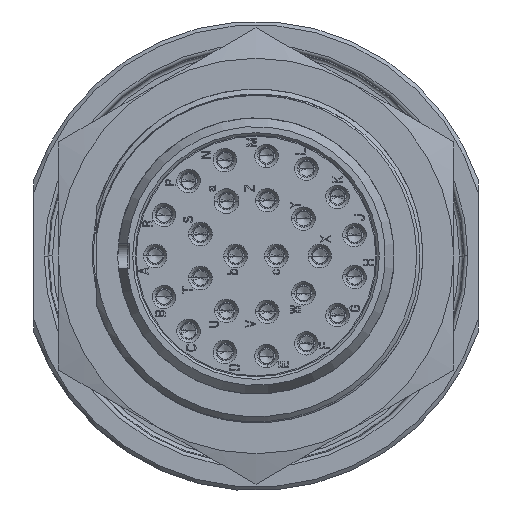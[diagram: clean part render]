
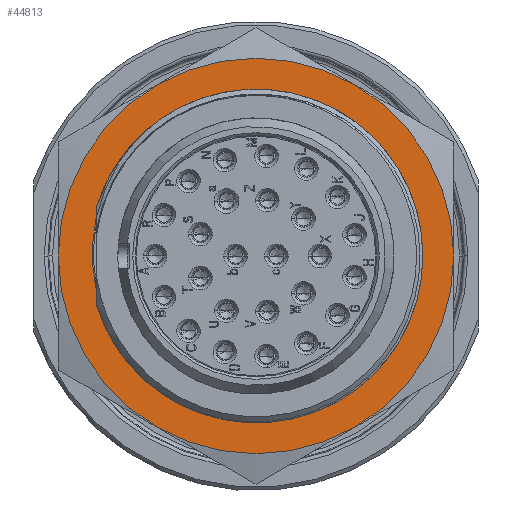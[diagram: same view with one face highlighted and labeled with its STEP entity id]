
A CAD part, left-side view. The second image highlights one B-rep face of the part: STEP entity #44813.
In plain terms, the highlighted planar face has unit normal (-1, 0, 0).
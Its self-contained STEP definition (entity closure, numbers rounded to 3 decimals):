
#527=CARTESIAN_POINT('',(14.5,-9.211,-9.87));
#528=CARTESIAN_POINT('',(14.5,-8.942,-10.111));
#529=CARTESIAN_POINT('',(14.5,-8.388,-10.568));
#530=CARTESIAN_POINT('',(14.5,-7.506,-11.185));
#531=CARTESIAN_POINT('',(14.5,-6.577,-11.73));
#532=CARTESIAN_POINT('',(14.5,-5.609,-12.198));
#533=CARTESIAN_POINT('',(14.5,-4.61,-12.586));
#534=CARTESIAN_POINT('',(14.5,-3.581,-12.894));
#535=CARTESIAN_POINT('',(14.5,-2.536,-13.117));
#536=CARTESIAN_POINT('',(14.5,-1.475,-13.256));
#537=CARTESIAN_POINT('',(14.5,-0.408,-13.309));
#538=CARTESIAN_POINT('',(14.5,0.657,-13.277));
#539=CARTESIAN_POINT('',(14.5,1.718,-13.16));
#540=CARTESIAN_POINT('',(14.5,2.761,-12.959));
#541=CARTESIAN_POINT('',(14.5,3.786,-12.674));
#542=CARTESIAN_POINT('',(14.5,4.782,-12.309));
#543=CARTESIAN_POINT('',(14.5,5.744,-11.866));
#544=CARTESIAN_POINT('',(14.5,6.668,-11.347));
#545=CARTESIAN_POINT('',(14.5,7.544,-10.757));
#546=CARTESIAN_POINT('',(14.5,8.095,-10.318));
#547=CARTESIAN_POINT('',(14.5,8.362,-10.087));
#2213=CARTESIAN_POINT('',(14.5,0.,0.));
#2214=DIRECTION('',(1.,0.,0.));
#2215=DIRECTION('',(0.,-0.682,0.731));
#2216=AXIS2_PLACEMENT_3D('',#2213,#2214,#2215);
#2295=CARTESIAN_POINT('',(14.5,0.,0.));
#2296=DIRECTION('',(1.,0.,0.));
#2297=DIRECTION('',(0.,-0.5,0.866));
#2298=AXIS2_PLACEMENT_3D('',#2295,#2296,#2297);
#2300=CARTESIAN_POINT('',(14.5,0.,0.));
#2301=DIRECTION('',(1.,0.,0.));
#2302=DIRECTION('',(0.,-1.,0.));
#2303=AXIS2_PLACEMENT_3D('',#2300,#2301,#2302);
#2305=CARTESIAN_POINT('',(14.5,0.,0.));
#2306=DIRECTION('',(1.,0.,0.));
#2307=DIRECTION('',(0.,0.5,-0.866));
#2308=AXIS2_PLACEMENT_3D('',#2305,#2306,#2307);
#2310=CARTESIAN_POINT('',(14.5,0.,0.));
#2311=DIRECTION('',(1.,0.,0.));
#2312=DIRECTION('',(0.,1.,0.));
#2313=AXIS2_PLACEMENT_3D('',#2310,#2311,#2312);
#2315=CARTESIAN_POINT('',(14.5,0.,13.5));
#2316=CARTESIAN_POINT('',(14.5,-0.355,13.496));
#2317=CARTESIAN_POINT('',(14.5,-1.062,13.459));
#2318=CARTESIAN_POINT('',(14.5,-2.115,13.322));
#2319=CARTESIAN_POINT('',(14.5,-3.154,13.101));
#2320=CARTESIAN_POINT('',(14.5,-4.17,12.801));
#2321=CARTESIAN_POINT('',(14.5,-5.16,12.421));
#2322=CARTESIAN_POINT('',(14.5,-5.797,12.117));
#2323=CARTESIAN_POINT('',(14.5,-6.109,11.952));
#2325=CARTESIAN_POINT('',(14.5,8.362,-10.087));
#2326=CARTESIAN_POINT('',(14.5,8.641,-9.861));
#2327=CARTESIAN_POINT('',(14.5,9.179,-9.389));
#2328=CARTESIAN_POINT('',(14.5,9.926,-8.615));
#2329=CARTESIAN_POINT('',(14.5,10.609,-7.782));
#2330=CARTESIAN_POINT('',(14.5,11.221,-6.895));
#2331=CARTESIAN_POINT('',(14.5,11.759,-5.961));
#2332=CARTESIAN_POINT('',(14.5,12.219,-4.984));
#2333=CARTESIAN_POINT('',(14.5,12.598,-3.973));
#2334=CARTESIAN_POINT('',(14.5,12.894,-2.933));
#2335=CARTESIAN_POINT('',(14.5,13.104,-1.872));
#2336=CARTESIAN_POINT('',(14.5,13.226,-0.796));
#2337=CARTESIAN_POINT('',(14.5,13.26,0.287));
#2338=CARTESIAN_POINT('',(14.5,13.206,1.369));
#2339=CARTESIAN_POINT('',(14.5,13.063,2.445));
#2340=CARTESIAN_POINT('',(14.5,12.833,3.506));
#2341=CARTESIAN_POINT('',(14.5,12.517,4.545));
#2342=CARTESIAN_POINT('',(14.5,12.116,5.557));
#2343=CARTESIAN_POINT('',(14.5,11.635,6.532));
#2344=CARTESIAN_POINT('',(14.5,11.074,7.466));
#2345=CARTESIAN_POINT('',(14.5,10.44,8.352));
#2346=CARTESIAN_POINT('',(14.5,9.734,9.184));
#2347=CARTESIAN_POINT('',(14.5,8.962,9.956));
#2348=CARTESIAN_POINT('',(14.5,8.13,10.663));
#2349=CARTESIAN_POINT('',(14.5,7.242,11.301));
#2350=CARTESIAN_POINT('',(14.5,6.305,11.864));
#2351=CARTESIAN_POINT('',(14.5,5.324,12.35));
#2352=CARTESIAN_POINT('',(14.5,4.306,12.755));
#2353=CARTESIAN_POINT('',(14.5,3.258,13.076));
#2354=CARTESIAN_POINT('',(14.5,2.185,13.31));
#2355=CARTESIAN_POINT('',(14.5,1.097,13.457));
#2356=CARTESIAN_POINT('',(14.5,0.367,13.496));
#2357=CARTESIAN_POINT('',(14.5,0.,13.5));
#2359=CARTESIAN_POINT('',(14.5,0.,0.));
#2360=DIRECTION('',(-1.,0.,0.));
#2361=DIRECTION('',(0.,-0.5,0.866));
#2362=AXIS2_PLACEMENT_3D('',#2359,#2360,#2361);
#15899=CARTESIAN_POINT('',(14.5,0.,0.));
#15900=DIRECTION('',(-1.,0.,0.));
#15901=DIRECTION('',(0.,0.5,-0.866));
#15902=AXIS2_PLACEMENT_3D('',#15899,#15900,#15901);
#15935=CARTESIAN_POINT('',(14.5,-6.109,11.952));
#15936=CARTESIAN_POINT('',(14.5,-6.39,11.816));
#15937=CARTESIAN_POINT('',(14.5,-6.941,11.525));
#15938=CARTESIAN_POINT('',(14.5,-7.737,11.029));
#15939=CARTESIAN_POINT('',(14.5,-8.496,10.481));
#15940=CARTESIAN_POINT('',(14.5,-8.977,10.079));
#15941=CARTESIAN_POINT('',(14.5,-9.211,9.87));
#35171=CARTESIAN_POINT('',(14.5,-8.,13.856));
#35172=CARTESIAN_POINT('',(14.5,-16.,0.));
#35173=VERTEX_POINT('',#35171);
#35174=VERTEX_POINT('',#35172);
#35175=CARTESIAN_POINT('',(14.5,-8.,-13.856));
#35176=VERTEX_POINT('',#35175);
#35177=CARTESIAN_POINT('',(14.5,8.,-13.856));
#35178=CARTESIAN_POINT('',(14.5,16.,0.));
#35179=VERTEX_POINT('',#35177);
#35180=VERTEX_POINT('',#35178);
#35181=CARTESIAN_POINT('',(14.5,8.,13.856));
#35182=VERTEX_POINT('',#35181);
#35195=CARTESIAN_POINT('',(14.5,-9.211,9.87));
#35196=CARTESIAN_POINT('',(14.5,-9.211,-9.87));
#35197=VERTEX_POINT('',#35195);
#35198=VERTEX_POINT('',#35196);
#35204=VERTEX_POINT('',#15935);
#35206=VERTEX_POINT('',#547);
#35207=VERTEX_POINT('',#2357);
#44784=CARTESIAN_POINT('',(14.5,0.,0.));
#44785=DIRECTION('',(1.,0.,0.));
#44786=DIRECTION('',(0.,0.,-1.));
#44787=AXIS2_PLACEMENT_3D('',#44784,#44785,#44786);
#44788=PLANE('343',#44787);
#44790=ORIENTED_EDGE('3342',*,*,#44789,.F.);
#44792=ORIENTED_EDGE('3307',*,*,#44791,.T.);
#44794=ORIENTED_EDGE('3308',*,*,#44793,.T.);
#44796=ORIENTED_EDGE('3341',*,*,#44795,.F.);
#44798=ORIENTED_EDGE('3309',*,*,#44797,.T.);
#44800=ORIENTED_EDGE('3310',*,*,#44799,.T.);
#44801=EDGE_LOOP('343',(#44790,#44792,#44794,#44796,#44798,#44800));
#44802=FACE_OUTER_BOUND('343',#44801,.F.);
#44803=ORIENTED_EDGE('3345',*,*,#44775,.F.);
#44805=ORIENTED_EDGE('3349',*,*,#44804,.F.);
#44807=ORIENTED_EDGE('3408',*,*,#44806,.F.);
#44809=ORIENTED_EDGE('3407',*,*,#44808,.F.);
#44810=ORIENTED_EDGE('3361',*,*,#43669,.F.);
#44811=EDGE_LOOP('343',(#44803,#44805,#44807,#44809,#44810));
#44812=FACE_BOUND('343',#44811,.F.);
#548=B_SPLINE_CURVE_WITH_KNOTS('3361',3,(#527,#528,#529,#530,#531,#532,#533,
#534,#535,#536,#537,#538,#539,#540,#541,#542,#543,#544,#545,#546,#547),
.UNSPECIFIED.,.F.,.F.,(4,1,1,1,1,1,1,1,1,1,1,1,1,1,1,1,1,1,4),(0.,
0.056,0.111,0.167,0.222,
0.278,0.333,0.389,0.444,0.5,
0.556,0.611,0.667,0.722,
0.778,0.833,0.889,0.944,1.),
.UNSPECIFIED.);
#2217=CIRCLE('3345',#2216,13.5);
#2299=CIRCLE('3307',#2298,16.);
#2304=CIRCLE('3308',#2303,16.);
#2309=CIRCLE('3309',#2308,16.);
#2314=CIRCLE('3310',#2313,16.);
#2324=B_SPLINE_CURVE_WITH_KNOTS('3408',3,(#2315,#2316,#2317,#2318,#2319,#2320,
#2321,#2322,#2323),.UNSPECIFIED.,.F.,.F.,(4,1,1,1,1,1,4),(0.,
0.167,0.333,0.5,0.667,0.833,
1.),.UNSPECIFIED.);
#2358=B_SPLINE_CURVE_WITH_KNOTS('3407',3,(#2325,#2326,#2327,#2328,#2329,#2330,
#2331,#2332,#2333,#2334,#2335,#2336,#2337,#2338,#2339,#2340,#2341,#2342,#2343,
#2344,#2345,#2346,#2347,#2348,#2349,#2350,#2351,#2352,#2353,#2354,#2355,#2356,
#2357),.UNSPECIFIED.,.F.,.F.,(4,1,1,1,1,1,1,1,1,1,1,1,1,1,1,1,1,1,1,1,1,1,1,1,1,
1,1,1,1,1,4),(0.,0.033,0.067,0.1,0.133,
0.167,0.2,0.233,0.267,0.3,
0.333,0.367,0.4,0.433,0.467,
0.5,0.533,0.567,0.6,0.633,
0.667,0.7,0.733,0.767,0.8,
0.833,0.867,0.9,0.933,0.967,
1.),.UNSPECIFIED.);
#2363=CIRCLE('3342',#2362,16.);
#15903=CIRCLE('3341',#15902,16.);
#15942=B_SPLINE_CURVE_WITH_KNOTS('3349',3,(#15935,#15936,#15937,#15938,#15939,
#15940,#15941),.UNSPECIFIED.,.F.,.F.,(4,1,1,1,4),(0.,0.25,0.5,0.75,
1.),.UNSPECIFIED.);
#43669=EDGE_CURVE('3361',#35198,#35206,#548,.T.);
#44775=EDGE_CURVE('3345',#35197,#35198,#2217,.T.);
#44789=EDGE_CURVE('3342',#35173,#35182,#2363,.T.);
#44791=EDGE_CURVE('3307',#35173,#35174,#2299,.T.);
#44793=EDGE_CURVE('3308',#35174,#35176,#2304,.T.);
#44795=EDGE_CURVE('3341',#35179,#35176,#15903,.T.);
#44797=EDGE_CURVE('3309',#35179,#35180,#2309,.T.);
#44799=EDGE_CURVE('3310',#35180,#35182,#2314,.T.);
#44804=EDGE_CURVE('3349',#35204,#35197,#15942,.T.);
#44806=EDGE_CURVE('3408',#35207,#35204,#2324,.T.);
#44808=EDGE_CURVE('3407',#35206,#35207,#2358,.T.);
#44813=ADVANCED_FACE('343',(#44802,#44812),#44788,.F.);
